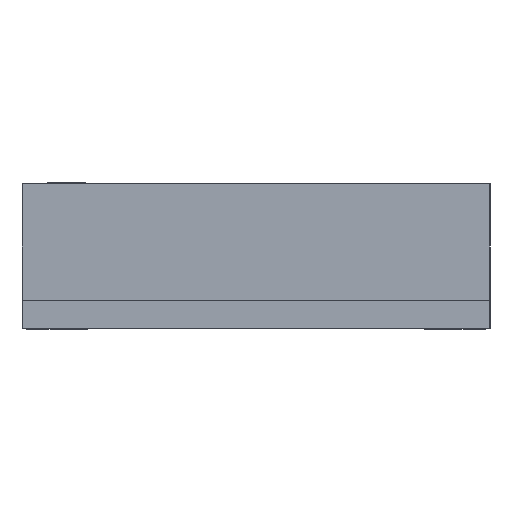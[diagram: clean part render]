
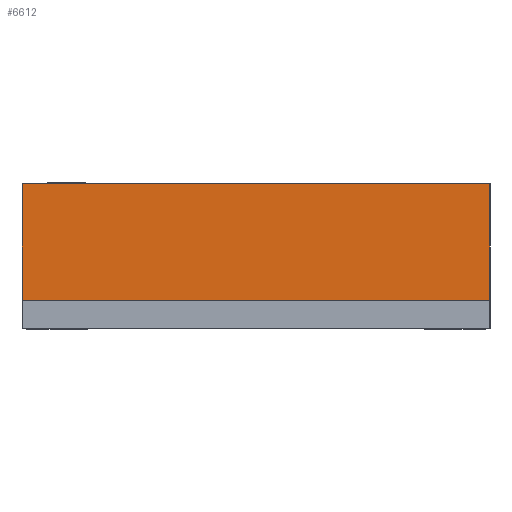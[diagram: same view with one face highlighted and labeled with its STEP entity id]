
A CAD part, left-side view. The second image highlights one B-rep face of the part: STEP entity #6612.
In plain terms, the highlighted planar face has unit normal (-1, 0, 0).
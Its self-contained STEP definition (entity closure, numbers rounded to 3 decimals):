
#747 = EDGE_CURVE ( 'NONE', #18959, #12415, #14252, .T. ) ;
#929 = DIRECTION ( 'NONE',  ( 0., -1., 0. ) ) ;
#1260 = EDGE_CURVE ( 'NONE', #6246, #18959, #2338, .T. ) ;
#2218 = ORIENTED_EDGE ( 'NONE', *, *, #9746, .T. ) ;
#2338 = LINE ( 'NONE', #11150, #3004 ) ;
#2371 = CARTESIAN_POINT ( 'NONE',  ( -6.5, -5., -2.5 ) ) ;
#2703 = DIRECTION ( 'NONE',  ( -1., 0., 0. ) ) ;
#2990 = AXIS2_PLACEMENT_3D ( 'NONE', #19076, #2703, #10138 ) ;
#3004 = VECTOR ( 'NONE', #17050, 1000. ) ;
#4693 = DIRECTION ( 'NONE',  ( 0., -1., 0. ) ) ;
#4795 = FACE_OUTER_BOUND ( 'NONE', #8912, .T. ) ;
#5145 = CARTESIAN_POINT ( 'NONE',  ( -6.5, 5., 0. ) ) ;
#6246 = VERTEX_POINT ( 'NONE', #18637 ) ;
#6612 = ADVANCED_FACE ( 'NONE', ( #4795 ), #16631, .T. ) ;
#7475 = EDGE_CURVE ( 'NONE', #17652, #12415, #11179, .T. ) ;
#8657 = VECTOR ( 'NONE', #17082, 1000. ) ;
#8912 = EDGE_LOOP ( 'NONE', ( #16403, #11351, #2218, #9525 ) ) ;
#9525 = ORIENTED_EDGE ( 'NONE', *, *, #7475, .T. ) ;
#9746 = EDGE_CURVE ( 'NONE', #6246, #17652, #11912, .T. ) ;
#10138 = DIRECTION ( 'NONE',  ( 0., -1., 0. ) ) ;
#10553 = CARTESIAN_POINT ( 'NONE',  ( -6.5, 5., -2.5 ) ) ;
#11150 = CARTESIAN_POINT ( 'NONE',  ( -6.5, 5., -2.5 ) ) ;
#11179 = LINE ( 'NONE', #2371, #8657 ) ;
#11351 = ORIENTED_EDGE ( 'NONE', *, *, #1260, .F. ) ;
#11912 = LINE ( 'NONE', #10553, #14537 ) ;
#12415 = VERTEX_POINT ( 'NONE', #13281 ) ;
#12930 = CARTESIAN_POINT ( 'NONE',  ( -6.5, 5., 0. ) ) ;
#13281 = CARTESIAN_POINT ( 'NONE',  ( -6.5, -5., 0. ) ) ;
#14252 = LINE ( 'NONE', #12930, #16716 ) ;
#14537 = VECTOR ( 'NONE', #4693, 1000. ) ;
#15134 = CARTESIAN_POINT ( 'NONE',  ( -6.5, -5., -2.5 ) ) ;
#16403 = ORIENTED_EDGE ( 'NONE', *, *, #747, .F. ) ;
#16631 = PLANE ( 'NONE',  #2990 ) ;
#16716 = VECTOR ( 'NONE', #929, 1000. ) ;
#17050 = DIRECTION ( 'NONE',  ( 0., 0., 1. ) ) ;
#17082 = DIRECTION ( 'NONE',  ( 0., 0., 1. ) ) ;
#17652 = VERTEX_POINT ( 'NONE', #15134 ) ;
#18637 = CARTESIAN_POINT ( 'NONE',  ( -6.5, 5., -2.5 ) ) ;
#18959 = VERTEX_POINT ( 'NONE', #5145 ) ;
#19076 = CARTESIAN_POINT ( 'NONE',  ( -6.5, 5., -2.5 ) ) ;
